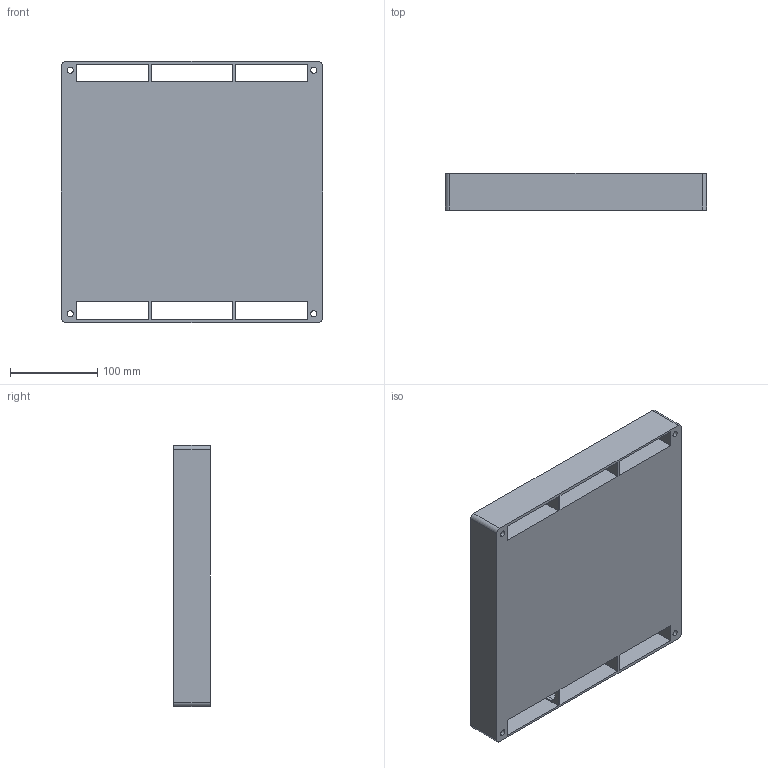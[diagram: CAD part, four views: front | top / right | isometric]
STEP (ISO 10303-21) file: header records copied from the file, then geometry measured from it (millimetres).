
FILE_DESCRIPTION (( 'STEP AP214' ), '1' );
FILE_NAME ('Mid-Section-S19-Pro-NBP1901-(v.1.2).STEP', '2025-08-08T16:14:30', ( '' ), ( '' ), 'SwSTEP 2.0', 'SolidWorks 2023', '' );
FILE_SCHEMA (( 'AUTOMOTIVE_DESIGN' ));
Length unit declared in the file: millimetre
Products named in the file (1): Mid-Section-S19-Pro-NBP1901-(v.1.2)
Bounding box: 300 x 42 x 300 mm (x, y, z)
Volume: 450918.1 mm3; surface area: 294531.4 mm2
Topology: 1 solids, 1 shells, 79 faces, 234 edges, 156 vertices
Faces by surface type: plane 61, cylinder 18
Entity records: 2691 total; most frequent: CARTESIAN_POINT 470, ORIENTED_EDGE 468, DIRECTION 430, EDGE_CURVE 234, VECTOR 198, LINE 198, VERTEX_POINT 156, AXIS2_PLACEMENT_3D 116
